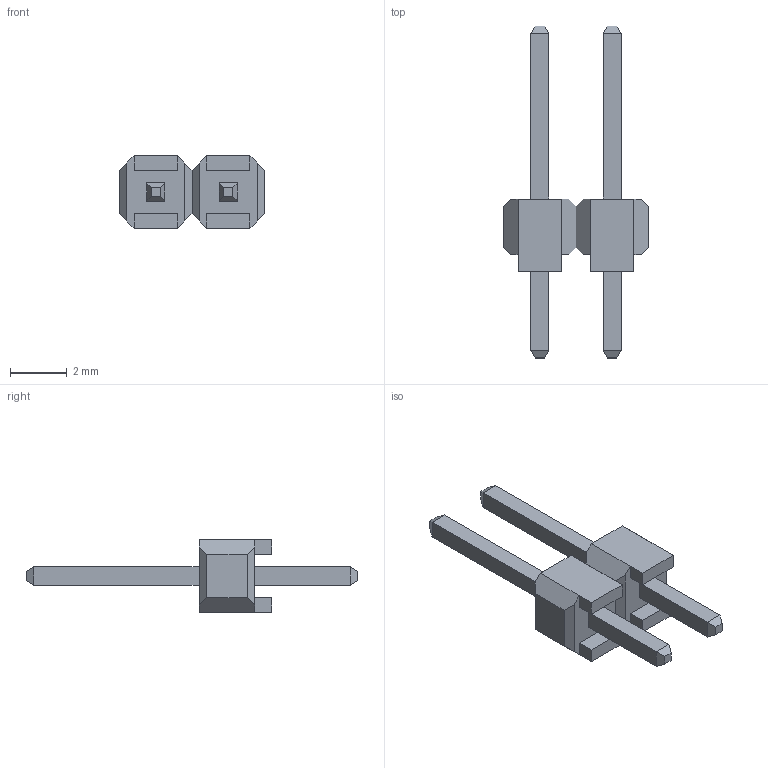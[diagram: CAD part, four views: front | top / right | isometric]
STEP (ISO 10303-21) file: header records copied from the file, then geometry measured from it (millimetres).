
FILE_DESCRIPTION((''),'2;1');
FILE_NAME('M20-999_ASM','2012-12-21T',('wbourne'),(''),'PRO/ENGINEER BY PARAMETRIC TECHNOLOGY CORPORATION, 2011490','PRO/ENGINEER BY PARAMETRIC TECHNOLOGY CORPORATION, 2011490','');
FILE_SCHEMA(('CONFIG_CONTROL_DESIGN','SHAPE_APPEARANCE_LAYERS_GROUPS'));
Length unit declared in the file: millimetre
Products named in the file (3): M20-999-MOULD; M20-999-PIN; M20-999_ASM
Assembly tree (3 placements, depth 2):
  M20-999_ASM
    M20-999-MOULD
    M20-999-PIN  x2
Bounding box: 5.08 x 11.68 x 2.54 mm (x, y, z)
Volume: 32.2 mm3; surface area: 129.4 mm2
Topology: 3 solids, 3 shells, 78 faces, 188 edges, 116 vertices
Faces by surface type: plane 78
Entity records: 2454 total; most frequent: CARTESIAN_POINT 330, ORIENTED_EDGE 320, DIRECTION 300, PRESENTATION_STYLE_ASSIGNMENT 162, STYLED_ITEM 162, VECTOR 160, LINE 160, CURVE_STYLE 160
